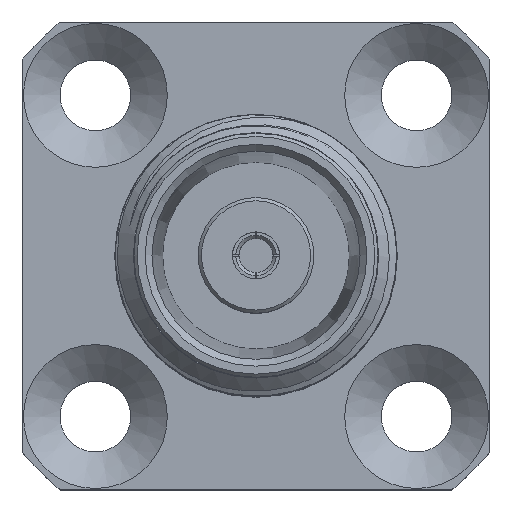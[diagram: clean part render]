
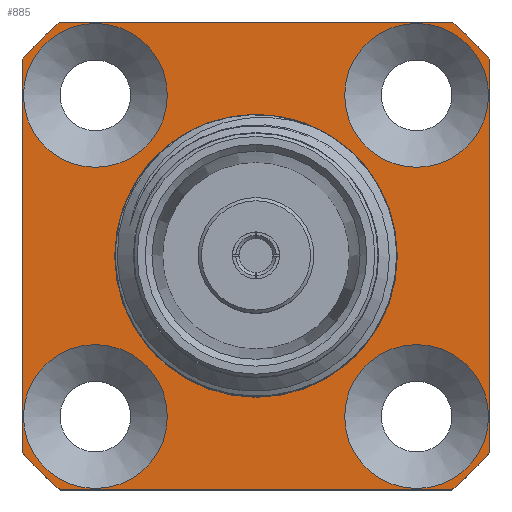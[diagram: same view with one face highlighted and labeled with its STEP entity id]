
A CAD part, top view. The second image highlights one B-rep face of the part: STEP entity #885.
In plain terms, the highlighted planar face has unit normal (0, 0, 1).
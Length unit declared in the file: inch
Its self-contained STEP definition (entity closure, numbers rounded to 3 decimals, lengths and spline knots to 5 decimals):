
#21 = CARTESIAN_POINT ( 'NONE',  ( 0.36417, -0.30496, 0.0375 ) ) ;
#41 = DIRECTION ( 'NONE',  ( 1., 0., 0. ) ) ;
#57 = CARTESIAN_POINT ( 'NONE',  ( 0., 0., 0.0375 ) ) ;
#73 = LINE ( 'NONE', #1659, #490 ) ;
#97 = AXIS2_PLACEMENT_3D ( 'NONE', #2119, #2079, #978 ) ;
#112 = EDGE_CURVE ( 'NONE', #631, #857, #3032, .T. ) ;
#124 = VERTEX_POINT ( 'NONE', #230 ) ;
#133 = VERTEX_POINT ( 'NONE', #2260 ) ;
#230 = CARTESIAN_POINT ( 'NONE',  ( -0.36417, -0.30496, 0.0375 ) ) ;
#265 = DIRECTION ( 'NONE',  ( 0., 1., 0. ) ) ;
#283 = CARTESIAN_POINT ( 'NONE',  ( 0., 0., 0.0375 ) ) ;
#353 = CIRCLE ( 'NONE', #1733, 0.112 ) ;
#369 = EDGE_LOOP ( 'NONE', ( #2759, #3114, #1122, #1558, #2747, #3470, #804, #3551 ) ) ;
#376 = EDGE_CURVE ( 'NONE', #1430, #124, #3544, .T. ) ;
#403 = CARTESIAN_POINT ( 'NONE',  ( -0.22, 0., 0.0375 ) ) ;
#434 = FACE_BOUND ( 'NONE', #1766, .T. ) ;
#490 = VECTOR ( 'NONE', #2801, 39.37008 ) ;
#523 = VERTEX_POINT ( 'NONE', #2184 ) ;
#547 = VECTOR ( 'NONE', #1625, 39.37008 ) ;
#604 = EDGE_CURVE ( 'NONE', #523, #2121, #73, .T. ) ;
#631 = VERTEX_POINT ( 'NONE', #21 ) ;
#643 = AXIS2_PLACEMENT_3D ( 'NONE', #1706, #2027, #3121 ) ;
#678 = CIRCLE ( 'NONE', #97, 0.112 ) ;
#701 = FACE_BOUND ( 'NONE', #3117, .T. ) ;
#727 = DIRECTION ( 'NONE',  ( 1., 0., 0. ) ) ;
#743 = CARTESIAN_POINT ( 'NONE',  ( -0.30496, 0.36417, 0.0375 ) ) ;
#764 = AXIS2_PLACEMENT_3D ( 'NONE', #283, #1654, #1344 ) ;
#804 = ORIENTED_EDGE ( 'NONE', *, *, #2404, .T. ) ;
#857 = VERTEX_POINT ( 'NONE', #2569 ) ;
#885 = ADVANCED_FACE ( 'NONE', ( #701, #1801, #2897, #434, #1528, #3156 ), #3123, .F. ) ;
#933 = EDGE_CURVE ( 'NONE', #1403, #1403, #2375, .T. ) ;
#978 = DIRECTION ( 'NONE',  ( 1., 0., 0. ) ) ;
#979 = EDGE_LOOP ( 'NONE', ( #1148 ) ) ;
#1097 = DIRECTION ( 'NONE',  ( 0., 0., 1. ) ) ;
#1122 = ORIENTED_EDGE ( 'NONE', *, *, #2241, .T. ) ;
#1148 = ORIENTED_EDGE ( 'NONE', *, *, #2584, .F. ) ;
#1199 = DIRECTION ( 'NONE',  ( 0., 0., 1. ) ) ;
#1211 = AXIS2_PLACEMENT_3D ( 'NONE', #1267, #2927, #1283 ) ;
#1267 = CARTESIAN_POINT ( 'NONE',  ( 0.25, 0.25, 0.0375 ) ) ;
#1280 = CIRCLE ( 'NONE', #2318, 0.475 ) ;
#1283 = DIRECTION ( 'NONE',  ( 1., 0., 0. ) ) ;
#1312 = LINE ( 'NONE', #2450, #2431 ) ;
#1333 = EDGE_CURVE ( 'NONE', #1491, #631, #2947, .T. ) ;
#1344 = DIRECTION ( 'NONE',  ( 1., 0., 0. ) ) ;
#1350 = CARTESIAN_POINT ( 'NONE',  ( -0.36417, -0.36417, 0.0375 ) ) ;
#1352 = ORIENTED_EDGE ( 'NONE', *, *, #2473, .F. ) ;
#1385 = AXIS2_PLACEMENT_3D ( 'NONE', #57, #1097, #41 ) ;
#1389 = ORIENTED_EDGE ( 'NONE', *, *, #2838, .F. ) ;
#1403 = VERTEX_POINT ( 'NONE', #1939 ) ;
#1430 = VERTEX_POINT ( 'NONE', #2485 ) ;
#1445 = DIRECTION ( 'NONE',  ( 1., 0., 0. ) ) ;
#1491 = VERTEX_POINT ( 'NONE', #3383 ) ;
#1495 = VERTEX_POINT ( 'NONE', #2276 ) ;
#1526 = CARTESIAN_POINT ( 'NONE',  ( 0.25, -0.25, 0.0375 ) ) ;
#1528 = FACE_BOUND ( 'NONE', #1754, .T. ) ;
#1558 = ORIENTED_EDGE ( 'NONE', *, *, #2071, .T. ) ;
#1612 = EDGE_CURVE ( 'NONE', #2121, #1430, #1280, .T. ) ;
#1625 = DIRECTION ( 'NONE',  ( 0., -1., 0. ) ) ;
#1629 = AXIS2_PLACEMENT_3D ( 'NONE', #1526, #1199, #1445 ) ;
#1654 = DIRECTION ( 'NONE',  ( 0., 0., 1. ) ) ;
#1659 = CARTESIAN_POINT ( 'NONE',  ( -0.36417, 0.36417, 0.0375 ) ) ;
#1679 = CIRCLE ( 'NONE', #764, 0.475 ) ;
#1706 = CARTESIAN_POINT ( 'NONE',  ( 0., 0., 0.0375 ) ) ;
#1733 = AXIS2_PLACEMENT_3D ( 'NONE', #1816, #2105, #3459 ) ;
#1754 = EDGE_LOOP ( 'NONE', ( #2207 ) ) ;
#1766 = EDGE_LOOP ( 'NONE', ( #1814 ) ) ;
#1785 = EDGE_LOOP ( 'NONE', ( #1389 ) ) ;
#1799 = CARTESIAN_POINT ( 'NONE',  ( 0., 0., 0.0375 ) ) ;
#1801 = FACE_BOUND ( 'NONE', #979, .T. ) ;
#1814 = ORIENTED_EDGE ( 'NONE', *, *, #933, .F. ) ;
#1816 = CARTESIAN_POINT ( 'NONE',  ( -0.25, 0.25, 0.0375 ) ) ;
#1824 = DIRECTION ( 'NONE',  ( 1., 0., 0. ) ) ;
#1912 = CIRCLE ( 'NONE', #1211, 0.112 ) ;
#1939 = CARTESIAN_POINT ( 'NONE',  ( 0.362, -0.25, 0.0375 ) ) ;
#2006 = VERTEX_POINT ( 'NONE', #2559 ) ;
#2027 = DIRECTION ( 'NONE',  ( 0., 0., 1. ) ) ;
#2069 = DIRECTION ( 'NONE',  ( 0., 0., 1. ) ) ;
#2071 = EDGE_CURVE ( 'NONE', #2077, #1491, #1312, .T. ) ;
#2077 = VERTEX_POINT ( 'NONE', #2380 ) ;
#2079 = DIRECTION ( 'NONE',  ( 0., 0., 1. ) ) ;
#2105 = DIRECTION ( 'NONE',  ( 0., 0., 1. ) ) ;
#2119 = CARTESIAN_POINT ( 'NONE',  ( -0.25, -0.25, 0.0375 ) ) ;
#2121 = VERTEX_POINT ( 'NONE', #743 ) ;
#2143 = CIRCLE ( 'NONE', #643, 0.22 ) ;
#2184 = CARTESIAN_POINT ( 'NONE',  ( 0.30496, 0.36417, 0.0375 ) ) ;
#2201 = CIRCLE ( 'NONE', #3512, 0.475 ) ;
#2207 = ORIENTED_EDGE ( 'NONE', *, *, #2845, .F. ) ;
#2241 = EDGE_CURVE ( 'NONE', #124, #2077, #2201, .T. ) ;
#2260 = CARTESIAN_POINT ( 'NONE',  ( -0.138, -0.25, 0.0375 ) ) ;
#2276 = CARTESIAN_POINT ( 'NONE',  ( 0.362, 0.25, 0.0375 ) ) ;
#2318 = AXIS2_PLACEMENT_3D ( 'NONE', #2626, #2069, #3159 ) ;
#2321 = VECTOR ( 'NONE', #265, 39.37008 ) ;
#2375 = CIRCLE ( 'NONE', #1629, 0.112 ) ;
#2380 = CARTESIAN_POINT ( 'NONE',  ( -0.30496, -0.36417, 0.0375 ) ) ;
#2404 = EDGE_CURVE ( 'NONE', #857, #523, #1679, .T. ) ;
#2431 = VECTOR ( 'NONE', #1824, 39.37008 ) ;
#2450 = CARTESIAN_POINT ( 'NONE',  ( -0.36417, -0.36417, 0.0375 ) ) ;
#2473 = EDGE_CURVE ( 'NONE', #2542, #2542, #2143, .T. ) ;
#2485 = CARTESIAN_POINT ( 'NONE',  ( -0.36417, 0.30496, 0.0375 ) ) ;
#2542 = VERTEX_POINT ( 'NONE', #403 ) ;
#2549 = DIRECTION ( 'NONE',  ( 0., 0., -1. ) ) ;
#2559 = CARTESIAN_POINT ( 'NONE',  ( -0.138, 0.25, 0.0375 ) ) ;
#2569 = CARTESIAN_POINT ( 'NONE',  ( 0.36417, 0.30496, 0.0375 ) ) ;
#2584 = EDGE_CURVE ( 'NONE', #2006, #2006, #353, .T. ) ;
#2626 = CARTESIAN_POINT ( 'NONE',  ( 0., 0., 0.0375 ) ) ;
#2731 = CARTESIAN_POINT ( 'NONE',  ( 0.36417, -0.36417, 0.0375 ) ) ;
#2747 = ORIENTED_EDGE ( 'NONE', *, *, #1333, .T. ) ;
#2759 = ORIENTED_EDGE ( 'NONE', *, *, #1612, .T. ) ;
#2801 = DIRECTION ( 'NONE',  ( -1., 0., 0. ) ) ;
#2838 = EDGE_CURVE ( 'NONE', #1495, #1495, #1912, .T. ) ;
#2845 = EDGE_CURVE ( 'NONE', #133, #133, #678, .T. ) ;
#2897 = FACE_BOUND ( 'NONE', #1785, .T. ) ;
#2927 = DIRECTION ( 'NONE',  ( 0., 0., 1. ) ) ;
#2947 = CIRCLE ( 'NONE', #1385, 0.475 ) ;
#3032 = LINE ( 'NONE', #2731, #2321 ) ;
#3114 = ORIENTED_EDGE ( 'NONE', *, *, #376, .T. ) ;
#3117 = EDGE_LOOP ( 'NONE', ( #1352 ) ) ;
#3121 = DIRECTION ( 'NONE',  ( -1., 0., 0. ) ) ;
#3123 = PLANE ( 'NONE',  #3228 ) ;
#3156 = FACE_OUTER_BOUND ( 'NONE', #369, .T. ) ;
#3159 = DIRECTION ( 'NONE',  ( 1., 0., 0. ) ) ;
#3183 = CARTESIAN_POINT ( 'NONE',  ( 0., 0., 0.0375 ) ) ;
#3228 = AXIS2_PLACEMENT_3D ( 'NONE', #1799, #2549, #3402 ) ;
#3383 = CARTESIAN_POINT ( 'NONE',  ( 0.30496, -0.36417, 0.0375 ) ) ;
#3402 = DIRECTION ( 'NONE',  ( -1., 0., 0. ) ) ;
#3459 = DIRECTION ( 'NONE',  ( 1., 0., 0. ) ) ;
#3470 = ORIENTED_EDGE ( 'NONE', *, *, #112, .T. ) ;
#3512 = AXIS2_PLACEMENT_3D ( 'NONE', #3183, #3524, #727 ) ;
#3524 = DIRECTION ( 'NONE',  ( 0., 0., 1. ) ) ;
#3544 = LINE ( 'NONE', #1350, #547 ) ;
#3551 = ORIENTED_EDGE ( 'NONE', *, *, #604, .T. ) ;
